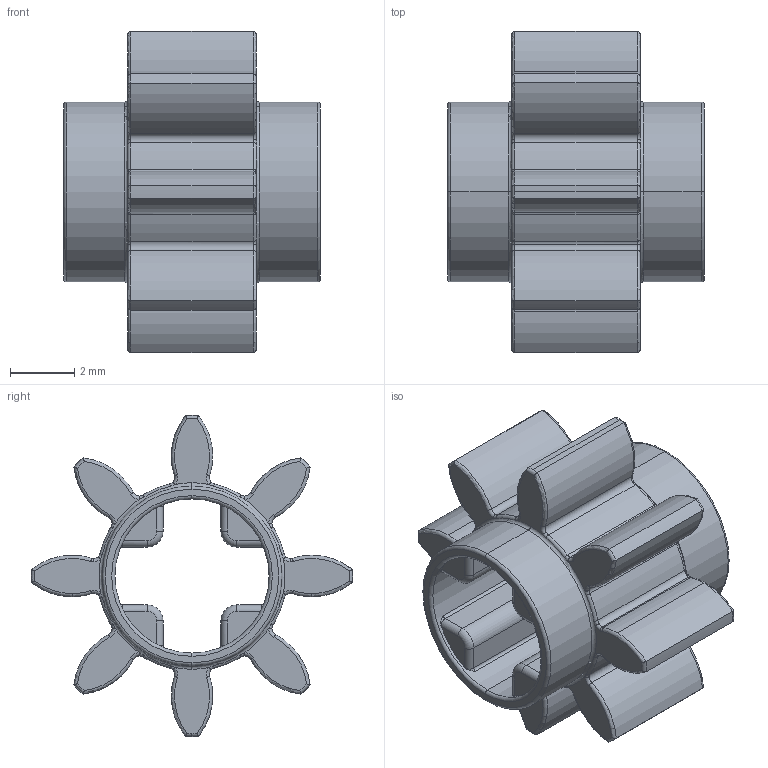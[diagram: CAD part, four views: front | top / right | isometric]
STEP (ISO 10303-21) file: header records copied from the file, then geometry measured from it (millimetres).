
FILE_DESCRIPTION (( 'STEP AP214' ), '1' );
FILE_NAME ('3647 - 4211432 - Medium Stone Grey Technic Gear 8 Tooth.STEP', '2016-10-21T18:09:08', ( '' ), ( '' ), 'SwSTEP 2.0', 'SolidWorks 2014', '' );
FILE_SCHEMA (( 'AUTOMOTIVE_DESIGN' ));
Length unit declared in the file: millimetre
Products named in the file (1): 3647 - 4211432 - Medium Stone Grey Technic Gear 8 Tooth
Bounding box: 8 x 10 x 10 mm (x, y, z)
Volume: 167 mm3; surface area: 448.8 mm2
Topology: 1 solids, 1 shells, 297 faces, 699 edges, 408 vertices
Faces by surface type: torus 142, cylinder 89, plane 34, bspline 32
Entity records: 9553 total; most frequent: CARTESIAN_POINT 2761, DIRECTION 1549, ORIENTED_EDGE 1398, AXIS2_PLACEMENT_3D 716, EDGE_CURVE 699, CIRCLE 450, VERTEX_POINT 408, EDGE_LOOP 303
